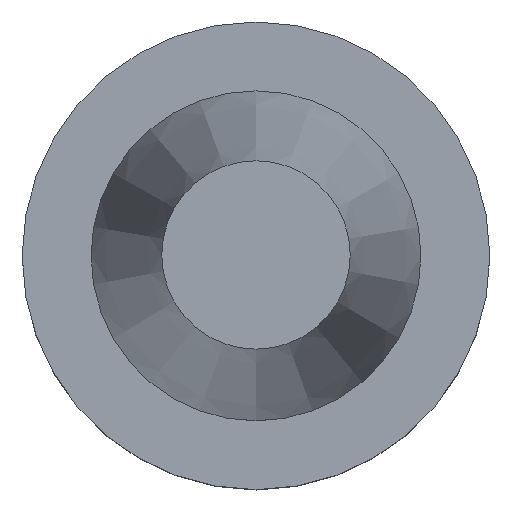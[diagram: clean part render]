
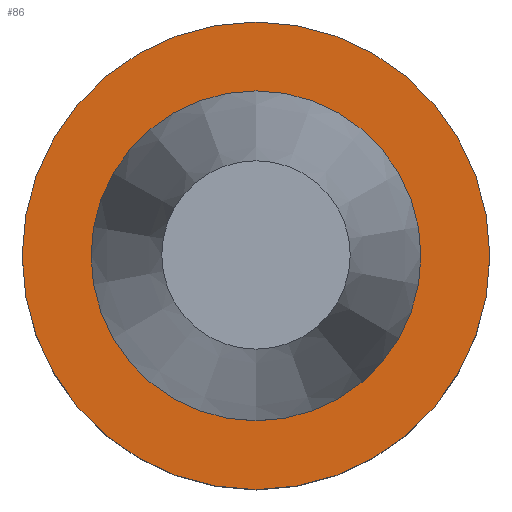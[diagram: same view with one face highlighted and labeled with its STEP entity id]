
A CAD part, top view. The second image highlights one B-rep face of the part: STEP entity #86.
In plain terms, the highlighted planar face has unit normal (0, 0, 1).
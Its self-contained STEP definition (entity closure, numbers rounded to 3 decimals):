
#86=ADVANCED_FACE('',(#121,#122),#123,.T.);
#121=FACE_OUTER_BOUND('',#161,.T.);
#122=FACE_BOUND('',#162,.T.);
#123=PLANE('',#163);
#161=EDGE_LOOP('',(#223));
#162=EDGE_LOOP('',(#224));
#163=AXIS2_PLACEMENT_3D('',#225,#226,#227);
#223=ORIENTED_EDGE('',*,*,#249,.F.);
#224=ORIENTED_EDGE('',*,*,#248,.T.);
#225=CARTESIAN_POINT('',(0.,26.863,-1.));
#226=DIRECTION('',(0.,0.,1.0));
#227=DIRECTION('',(0.,-1.0,0.));
#248=EDGE_CURVE('',#271,#271,#272,.T.);
#249=EDGE_CURVE('',#273,#273,#274,.T.);
#271=VERTEX_POINT('',#297);
#272=CIRCLE('',#298,22.225);
#273=VERTEX_POINT('',#299);
#274=CIRCLE('',#300,31.5);
#297=CARTESIAN_POINT('',(0.,22.225,-1.));
#298=AXIS2_PLACEMENT_3D('',#333,#334,#335);
#299=CARTESIAN_POINT('',(0.,31.5,-1.));
#300=AXIS2_PLACEMENT_3D('',#336,#337,#338);
#333=CARTESIAN_POINT('',(0.,0.,-1.));
#334=DIRECTION('',(0.,0.,-1.0));
#335=DIRECTION('',(0.,1.0,0.));
#336=CARTESIAN_POINT('',(0.,0.,-1.));
#337=DIRECTION('',(0.,0.,-1.0));
#338=DIRECTION('',(0.,1.0,0.));
